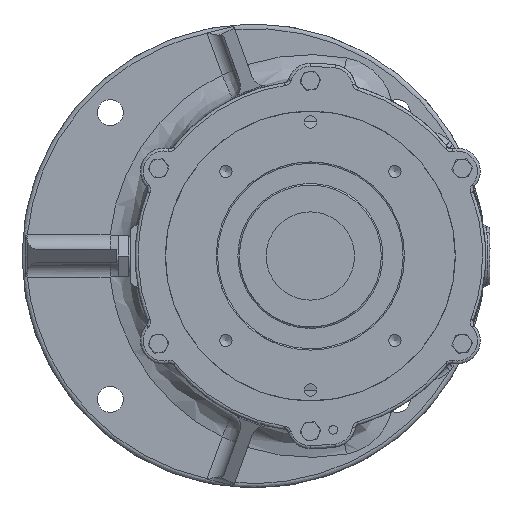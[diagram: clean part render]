
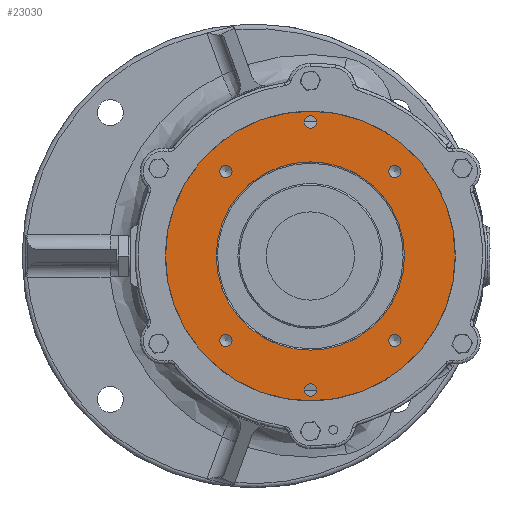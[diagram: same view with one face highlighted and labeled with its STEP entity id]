
A CAD part, left-side view. The second image highlights one B-rep face of the part: STEP entity #23030.
In plain terms, the highlighted planar face has unit normal (-1, 0, 0).
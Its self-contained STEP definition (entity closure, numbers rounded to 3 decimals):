
#507 = CARTESIAN_POINT ( 'NONE',  ( -110., 0., 0. ) ) ;
#902 = AXIS2_PLACEMENT_3D ( 'NONE', #11981, #27845, #3432 ) ;
#2055 = CARTESIAN_POINT ( 'NONE',  ( -110., -58.336, 58.336 ) ) ;
#2074 = CARTESIAN_POINT ( 'NONE',  ( -110., -62.586, -58.336 ) ) ;
#2433 = ORIENTED_EDGE ( 'NONE', *, *, #13716, .T. ) ;
#3007 = FACE_BOUND ( 'NONE', #37205, .T. ) ;
#3432 = DIRECTION ( 'NONE',  ( 0., 1., 0. ) ) ;
#3433 = DIRECTION ( 'NONE',  ( 0., -1., 0. ) ) ;
#3671 = CIRCLE ( 'NONE', #8862, 100. ) ;
#3969 = EDGE_LOOP ( 'NONE', ( #38235 ) ) ;
#5266 = DIRECTION ( 'NONE',  ( 1., 0., 0. ) ) ;
#5321 = DIRECTION ( 'NONE',  ( 1., 0., 0. ) ) ;
#5723 = DIRECTION ( 'NONE',  ( 0., -1., 0. ) ) ;
#6375 = EDGE_LOOP ( 'NONE', ( #37431 ) ) ;
#6395 = AXIS2_PLACEMENT_3D ( 'NONE', #8527, #5266, #33375 ) ;
#6442 = CARTESIAN_POINT ( 'NONE',  ( -110., -100., 0. ) ) ;
#6475 = DIRECTION ( 'NONE',  ( 1., 0., 0. ) ) ;
#7240 = CIRCLE ( 'NONE', #35857, 4.25 ) ;
#7355 = EDGE_CURVE ( 'NONE', #37761, #37761, #21987, .T. ) ;
#8081 = EDGE_LOOP ( 'NONE', ( #17859 ) ) ;
#8527 = CARTESIAN_POINT ( 'NONE',  ( -110., 58.336, -58.336 ) ) ;
#8737 = CARTESIAN_POINT ( 'NONE',  ( -110., 0., 0. ) ) ;
#8862 = AXIS2_PLACEMENT_3D ( 'NONE', #507, #12898, #27960 ) ;
#9364 = EDGE_CURVE ( 'NONE', #19821, #19821, #3671, .T. ) ;
#9564 = DIRECTION ( 'NONE',  ( 1., 0., 0. ) ) ;
#10426 = EDGE_LOOP ( 'NONE', ( #14080 ) ) ;
#11191 = DIRECTION ( 'NONE',  ( 0., -1., 0. ) ) ;
#11464 = VERTEX_POINT ( 'NONE', #17547 ) ;
#11658 = EDGE_CURVE ( 'NONE', #32253, #32253, #18320, .T. ) ;
#11981 = CARTESIAN_POINT ( 'NONE',  ( -110., 0., 92.5 ) ) ;
#12037 = DIRECTION ( 'NONE',  ( 0., 1., 0. ) ) ;
#12141 = FACE_BOUND ( 'NONE', #8081, .T. ) ;
#12450 = AXIS2_PLACEMENT_3D ( 'NONE', #32780, #39098, #11191 ) ;
#12898 = DIRECTION ( 'NONE',  ( 1., 0., 0. ) ) ;
#13113 = CIRCLE ( 'NONE', #24160, 65. ) ;
#13716 = EDGE_CURVE ( 'NONE', #11464, #11464, #7240, .T. ) ;
#14080 = ORIENTED_EDGE ( 'NONE', *, *, #27151, .T. ) ;
#15380 = FACE_BOUND ( 'NONE', #3969, .T. ) ;
#16457 = EDGE_LOOP ( 'NONE', ( #17715 ) ) ;
#17504 = CARTESIAN_POINT ( 'NONE',  ( -110., -65., 0. ) ) ;
#17547 = CARTESIAN_POINT ( 'NONE',  ( -110., -62.586, 58.336 ) ) ;
#17715 = ORIENTED_EDGE ( 'NONE', *, *, #11658, .T. ) ;
#17808 = AXIS2_PLACEMENT_3D ( 'NONE', #6442, #18836, #33916 ) ;
#17859 = ORIENTED_EDGE ( 'NONE', *, *, #7355, .T. ) ;
#17934 = CARTESIAN_POINT ( 'NONE',  ( -110., 0., -92.5 ) ) ;
#18320 = CIRCLE ( 'NONE', #12450, 4.25 ) ;
#18645 = FACE_OUTER_BOUND ( 'NONE', #24439, .T. ) ;
#18836 = DIRECTION ( 'NONE',  ( -1., 0., 0. ) ) ;
#19012 = CARTESIAN_POINT ( 'NONE',  ( -110., -100., 0. ) ) ;
#19228 = CARTESIAN_POINT ( 'NONE',  ( -110., 54.086, 58.336 ) ) ;
#19821 = VERTEX_POINT ( 'NONE', #19012 ) ;
#20923 = CIRCLE ( 'NONE', #21566, 4.25 ) ;
#21566 = AXIS2_PLACEMENT_3D ( 'NONE', #39928, #9564, #5723 ) ;
#21912 = FACE_BOUND ( 'NONE', #6375, .T. ) ;
#21987 = CIRCLE ( 'NONE', #6395, 4.25 ) ;
#22030 = CARTESIAN_POINT ( 'NONE',  ( -110., 4.25, -92.5 ) ) ;
#22078 = CARTESIAN_POINT ( 'NONE',  ( -110., 54.086, -58.336 ) ) ;
#23030 = ADVANCED_FACE ( 'NONE', ( #18645, #15380, #12141, #36990, #3007, #21912, #27811, #37395 ), #27209, .T. ) ;
#23368 = ORIENTED_EDGE ( 'NONE', *, *, #9364, .F. ) ;
#23605 = DIRECTION ( 'NONE',  ( 0., -1., 0. ) ) ;
#24160 = AXIS2_PLACEMENT_3D ( 'NONE', #8737, #6475, #3433 ) ;
#24439 = EDGE_LOOP ( 'NONE', ( #23368 ) ) ;
#24981 = CIRCLE ( 'NONE', #38634, 4.25 ) ;
#25073 = EDGE_CURVE ( 'NONE', #33841, #33841, #35345, .T. ) ;
#27151 = EDGE_CURVE ( 'NONE', #35053, #35053, #24981, .T. ) ;
#27209 = PLANE ( 'NONE',  #17808 ) ;
#27262 = EDGE_LOOP ( 'NONE', ( #35568 ) ) ;
#27811 = FACE_BOUND ( 'NONE', #27262, .T. ) ;
#27845 = DIRECTION ( 'NONE',  ( 1., 0., 0. ) ) ;
#27924 = CARTESIAN_POINT ( 'NONE',  ( -110., 4.25, 92.5 ) ) ;
#27960 = DIRECTION ( 'NONE',  ( 0., -1., 0. ) ) ;
#32253 = VERTEX_POINT ( 'NONE', #19228 ) ;
#32780 = CARTESIAN_POINT ( 'NONE',  ( -110., 58.336, 58.336 ) ) ;
#32796 = VERTEX_POINT ( 'NONE', #2074 ) ;
#32988 = DIRECTION ( 'NONE',  ( 1., 0., 0. ) ) ;
#33375 = DIRECTION ( 'NONE',  ( 0., -1., 0. ) ) ;
#33841 = VERTEX_POINT ( 'NONE', #27924 ) ;
#33916 = DIRECTION ( 'NONE',  ( 0., -1., 0. ) ) ;
#34777 = EDGE_CURVE ( 'NONE', #32796, #32796, #20923, .T. ) ;
#35053 = VERTEX_POINT ( 'NONE', #22030 ) ;
#35255 = VERTEX_POINT ( 'NONE', #17504 ) ;
#35345 = CIRCLE ( 'NONE', #902, 4.25 ) ;
#35568 = ORIENTED_EDGE ( 'NONE', *, *, #25073, .T. ) ;
#35857 = AXIS2_PLACEMENT_3D ( 'NONE', #2055, #32988, #23605 ) ;
#36767 = EDGE_CURVE ( 'NONE', #35255, #35255, #13113, .T. ) ;
#36990 = FACE_BOUND ( 'NONE', #16457, .T. ) ;
#37205 = EDGE_LOOP ( 'NONE', ( #2433 ) ) ;
#37395 = FACE_BOUND ( 'NONE', #10426, .T. ) ;
#37431 = ORIENTED_EDGE ( 'NONE', *, *, #34777, .T. ) ;
#37761 = VERTEX_POINT ( 'NONE', #22078 ) ;
#38235 = ORIENTED_EDGE ( 'NONE', *, *, #36767, .T. ) ;
#38634 = AXIS2_PLACEMENT_3D ( 'NONE', #17934, #5321, #12037 ) ;
#39098 = DIRECTION ( 'NONE',  ( 1., 0., 0. ) ) ;
#39928 = CARTESIAN_POINT ( 'NONE',  ( -110., -58.336, -58.336 ) ) ;
